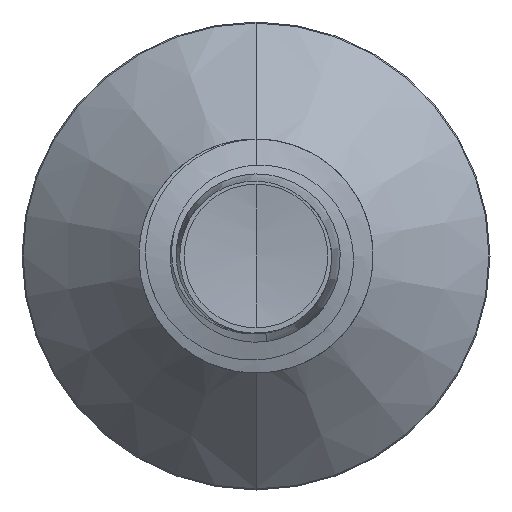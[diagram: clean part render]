
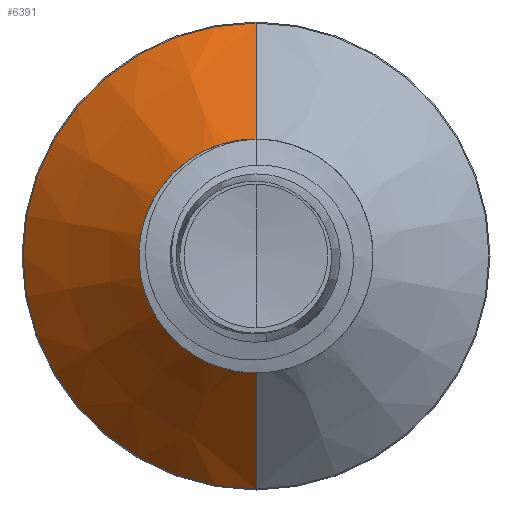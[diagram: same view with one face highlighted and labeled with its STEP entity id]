
A CAD part, front view. The second image highlights one B-rep face of the part: STEP entity #6391.
In plain terms, the highlighted conical face has half-angle 45 degrees and reference radius 0.638 mm.
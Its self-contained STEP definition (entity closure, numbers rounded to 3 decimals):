
#441 = AXIS2_PLACEMENT_3D ( 'NONE', #4184, #11348, #5289 ) ;
#585 = VERTEX_POINT ( 'NONE', #3384 ) ;
#986 = CARTESIAN_POINT ( 'NONE',  ( 0., 3.194, 1.394 ) ) ;
#1405 = CARTESIAN_POINT ( 'NONE',  ( 0., 2.438, -0.638 ) ) ;
#1487 = ORIENTED_EDGE ( 'NONE', *, *, #8250, .T. ) ;
#1552 = VECTOR ( 'NONE', #2638, 1000. ) ;
#2076 = DIRECTION ( 'NONE',  ( 0., 1., 0. ) ) ;
#2638 = DIRECTION ( 'NONE',  ( 0., 0.707, 0.707 ) ) ;
#3039 = VERTEX_POINT ( 'NONE', #7065 ) ;
#3159 = DIRECTION ( 'NONE',  ( 0., 0., 1. ) ) ;
#3301 = VECTOR ( 'NONE', #5166, 1000. ) ;
#3384 = CARTESIAN_POINT ( 'NONE',  ( 0., 2.438, 0.638 ) ) ;
#3722 = ORIENTED_EDGE ( 'NONE', *, *, #9809, .T. ) ;
#4184 = CARTESIAN_POINT ( 'NONE',  ( 0., 3.194, 0. ) ) ;
#4224 = VERTEX_POINT ( 'NONE', #986 ) ;
#4291 = CARTESIAN_POINT ( 'NONE',  ( 0., 2.438, 0. ) ) ;
#4375 = AXIS2_PLACEMENT_3D ( 'NONE', #4291, #11449, #5390 ) ;
#4499 = CIRCLE ( 'NONE', #4375, 0.638 ) ;
#4721 = AXIS2_PLACEMENT_3D ( 'NONE', #9502, #2076, #3159 ) ;
#5166 = DIRECTION ( 'NONE',  ( 0., 0.707, -0.707 ) ) ;
#5289 = DIRECTION ( 'NONE',  ( 0., 0., 1. ) ) ;
#5390 = DIRECTION ( 'NONE',  ( 0., 0., 1. ) ) ;
#6391 = ADVANCED_FACE ( 'NONE', ( #7185 ), #9560, .T. ) ;
#6728 = ORIENTED_EDGE ( 'NONE', *, *, #9004, .F. ) ;
#7065 = CARTESIAN_POINT ( 'NONE',  ( 0., 3.194, -1.394 ) ) ;
#7185 = FACE_OUTER_BOUND ( 'NONE', #13515, .T. ) ;
#8250 = EDGE_CURVE ( 'NONE', #10661, #585, #4499, .T. ) ;
#8295 = CARTESIAN_POINT ( 'NONE',  ( 0., 2.438, -0.638 ) ) ;
#8943 = LINE ( 'NONE', #8295, #3301 ) ;
#8985 = ORIENTED_EDGE ( 'NONE', *, *, #11386, .F. ) ;
#9002 = CARTESIAN_POINT ( 'NONE',  ( 0., 2.438, 0.638 ) ) ;
#9004 = EDGE_CURVE ( 'NONE', #10661, #3039, #8943, .T. ) ;
#9502 = CARTESIAN_POINT ( 'NONE',  ( 0., 2.438, 0. ) ) ;
#9560 = CONICAL_SURFACE ( 'NONE', #4721, 0.638, 0.785 ) ;
#9809 = EDGE_CURVE ( 'NONE', #585, #4224, #12002, .T. ) ;
#10661 = VERTEX_POINT ( 'NONE', #1405 ) ;
#11348 = DIRECTION ( 'NONE',  ( 0., 1., 0. ) ) ;
#11386 = EDGE_CURVE ( 'NONE', #3039, #4224, #12975, .T. ) ;
#11449 = DIRECTION ( 'NONE',  ( 0., 1., 0. ) ) ;
#12002 = LINE ( 'NONE', #9002, #1552 ) ;
#12975 = CIRCLE ( 'NONE', #441, 1.394 ) ;
#13515 = EDGE_LOOP ( 'NONE', ( #6728, #1487, #3722, #8985 ) ) ;
